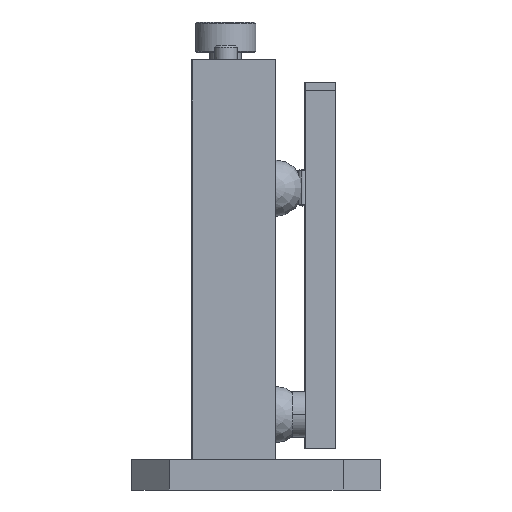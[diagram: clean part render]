
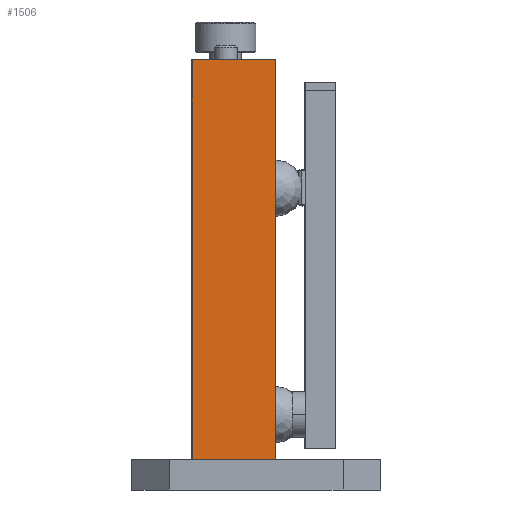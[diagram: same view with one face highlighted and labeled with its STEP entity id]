
A CAD part, left-side view. The second image highlights one B-rep face of the part: STEP entity #1506.
In plain terms, the highlighted planar face has unit normal (-1, 0, 0).
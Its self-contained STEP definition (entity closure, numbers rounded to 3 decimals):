
#1506=ADVANCED_FACE('',(#2639),#18262,.T.);
#2639=FACE_OUTER_BOUND('',#3890,.T.);
#3890=EDGE_LOOP('',(#9607,#9608,#9609,#9610));
#9607=ORIENTED_EDGE('',*,*,#12731,.T.);
#9608=ORIENTED_EDGE('',*,*,#12728,.F.);
#9609=ORIENTED_EDGE('',*,*,#12681,.F.);
#9610=ORIENTED_EDGE('',*,*,#12732,.T.);
#12681=EDGE_CURVE('',#17677,#17678,#14261,.T.);
#12728=EDGE_CURVE('',#17678,#17709,#14268,.T.);
#12731=EDGE_CURVE('',#17710,#17709,#14269,.T.);
#12732=EDGE_CURVE('',#17677,#17710,#14270,.T.);
#14261=B_SPLINE_CURVE_WITH_KNOTS('',1,(#39933,#39934),.UNSPECIFIED.,.F.,
 .F.,(2,2),(0.,106.),.UNSPECIFIED.);
#14268=B_SPLINE_CURVE_WITH_KNOTS('',1,(#40072,#40073),.UNSPECIFIED.,.F.,
 .F.,(2,2),(-22.,0.),.UNSPECIFIED.);
#14269=B_SPLINE_CURVE_WITH_KNOTS('',1,(#40084,#40085),.UNSPECIFIED.,.F.,
 .F.,(2,2),(-106.,0.),.UNSPECIFIED.);
#14270=B_SPLINE_CURVE_WITH_KNOTS('',1,(#40086,#40087),.UNSPECIFIED.,.F.,
 .F.,(2,2),(-22.,0.),.UNSPECIFIED.);
#17677=VERTEX_POINT('',#39382);
#17678=VERTEX_POINT('',#39383);
#17709=VERTEX_POINT('',#39414);
#17710=VERTEX_POINT('',#39415);
#18262=PLANE('',#19316);
#19316=AXIS2_PLACEMENT_3D('',#39116,#19847,$);
#19847=DIRECTION('',(-1.,0.,0.));
#39116=CARTESIAN_POINT('',(-96.315,19.561,-1.789));
#39382=CARTESIAN_POINT('',(-96.315,17.241,8.931));
#39383=CARTESIAN_POINT('',(-96.315,17.241,114.931));
#39414=CARTESIAN_POINT('',(-96.315,-4.759,114.931));
#39415=CARTESIAN_POINT('',(-96.315,-4.759,8.931));
#39933=CARTESIAN_POINT('',(-96.315,17.241,8.931));
#39934=CARTESIAN_POINT('',(-96.315,17.241,114.931));
#40072=CARTESIAN_POINT('',(-96.315,17.241,114.931));
#40073=CARTESIAN_POINT('',(-96.315,-4.759,114.931));
#40084=CARTESIAN_POINT('',(-96.315,-4.759,8.931));
#40085=CARTESIAN_POINT('',(-96.315,-4.759,114.931));
#40086=CARTESIAN_POINT('',(-96.315,17.241,8.931));
#40087=CARTESIAN_POINT('',(-96.315,-4.759,8.931));
